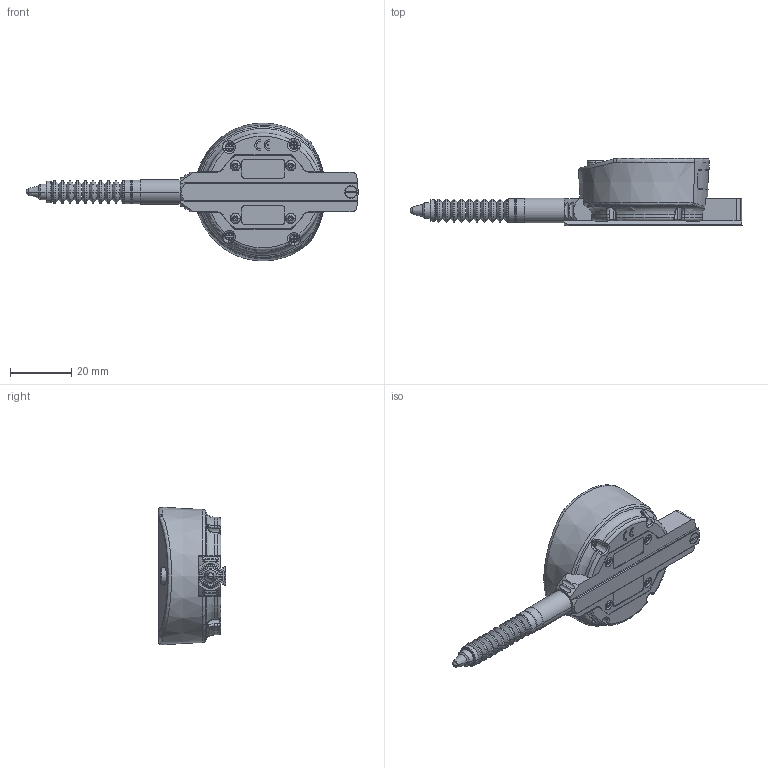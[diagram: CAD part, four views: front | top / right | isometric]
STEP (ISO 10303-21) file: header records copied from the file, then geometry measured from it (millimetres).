
FILE_DESCRIPTION((''),'2;1');
FILE_NAME('COMPOSANTS_VISIBLES_SW0001','2019-03-20T11:35:26',('fst'),('Sylvac SA'),'CREO PARAMETRIC BY PTC INC, 2017380','CREO PARAMETRIC BY PTC INC, 2017380','');
FILE_SCHEMA(('CONFIG_CONTROL_DESIGN'));
Length unit declared in the file: millimetre
Products named in the file (1): COMPOSANTS_VISIBLES_SW0001
Bounding box: 108.34 x 21.93 x 44.98 mm (x, y, z)
Surface area: 9242.3 mm2 (no closed solid volume)
Topology: 0 solids, 29 shells, 477 faces, 1385 edges, 931 vertices
Faces by surface type: plane 196, cone 105, torus 65, cylinder 55, bspline 43, sphere 10, revolution 3
Entity records: 22307 total; most frequent: CARTESIAN_POINT 10093, DIRECTION 2520, ORIENTED_EDGE 2469, EDGE_CURVE 1381, AXIS2_PLACEMENT_3D 978, VERTEX_POINT 931, VECTOR 561, LINE 561
